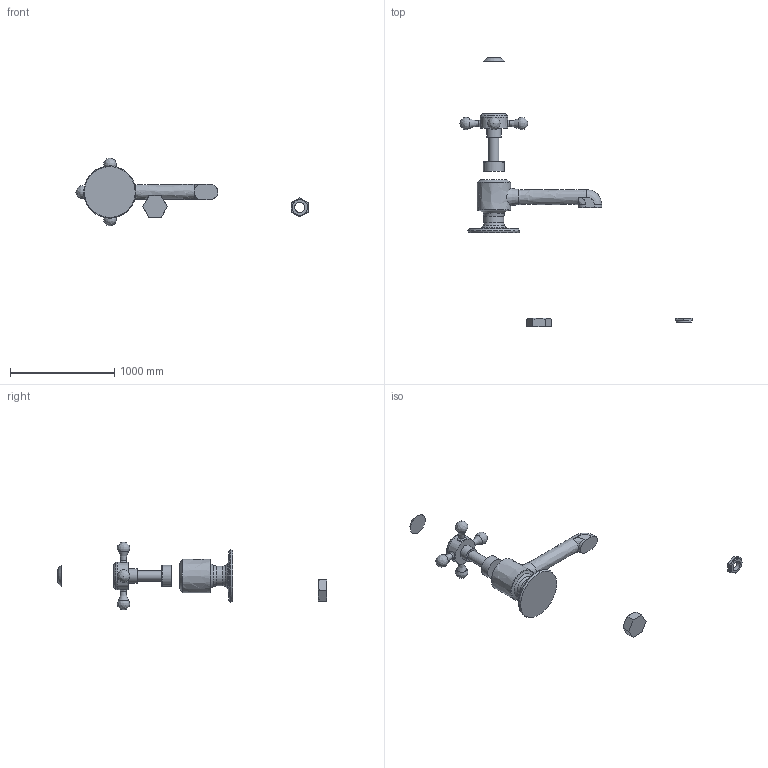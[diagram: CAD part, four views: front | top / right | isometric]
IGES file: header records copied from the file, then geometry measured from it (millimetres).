
Global section: file name: ST12 2013 05 03; native system: AutoCAD 2016 - English; preprocessor: Autodesk Translation Framework DWG producer (atf_dwg_producer); organization: unknown; date: 20161006.170332; units: centimetre
Bounding box: 2221.24 x 2582.88 x 650 mm (x, y, z)
Volume: 73488983.5 mm3; surface area: 2209986.9 mm2
Topology: 6 solids, 6 shells, 84 faces, 224 edges, 153 vertices
Faces by surface type: bspline 84
